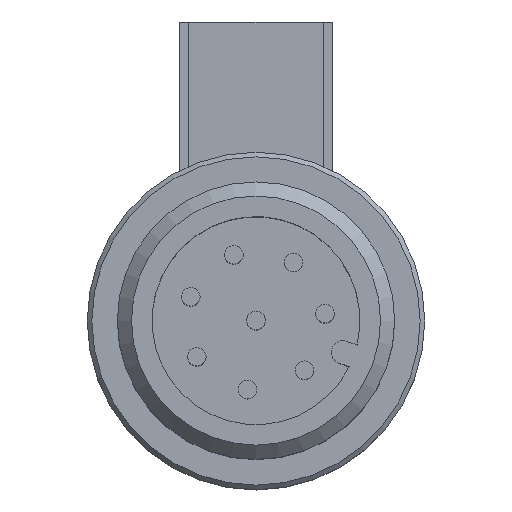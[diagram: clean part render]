
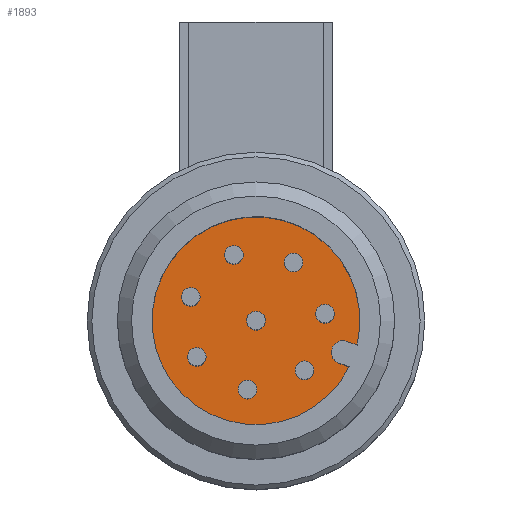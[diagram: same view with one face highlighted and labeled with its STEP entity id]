
A CAD part, top view. The second image highlights one B-rep face of the part: STEP entity #1893.
In plain terms, the highlighted planar face has unit normal (0, 0, 1).
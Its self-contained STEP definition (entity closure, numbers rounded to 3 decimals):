
#35=PLANE('',#2033);
#83=LINE('',#2658,#153);
#87=LINE('',#2668,#157);
#153=VECTOR('',#2244,1000.);
#157=VECTOR('',#2254,1000.);
#299=ORIENTED_EDGE('',*,*,#581,.F.);
#300=ORIENTED_EDGE('',*,*,#579,.F.);
#301=ORIENTED_EDGE('',*,*,#577,.F.);
#302=ORIENTED_EDGE('',*,*,#575,.F.);
#303=ORIENTED_EDGE('',*,*,#573,.F.);
#304=ORIENTED_EDGE('',*,*,#571,.F.);
#305=ORIENTED_EDGE('',*,*,#569,.F.);
#306=ORIENTED_EDGE('',*,*,#567,.F.);
#307=ORIENTED_EDGE('',*,*,#561,.T.);
#308=ORIENTED_EDGE('',*,*,#564,.T.);
#309=ORIENTED_EDGE('',*,*,#566,.T.);
#310=ORIENTED_EDGE('',*,*,#583,.F.);
#561=EDGE_CURVE('',#717,#716,#83,.T.);
#564=EDGE_CURVE('',#716,#718,#827,.T.);
#566=EDGE_CURVE('',#718,#719,#87,.T.);
#567=EDGE_CURVE('',#720,#720,#828,.T.);
#569=EDGE_CURVE('',#722,#722,#830,.T.);
#571=EDGE_CURVE('',#724,#724,#832,.T.);
#573=EDGE_CURVE('',#726,#726,#834,.T.);
#575=EDGE_CURVE('',#728,#728,#836,.T.);
#577=EDGE_CURVE('',#730,#730,#838,.T.);
#579=EDGE_CURVE('',#732,#732,#840,.T.);
#581=EDGE_CURVE('',#734,#734,#842,.T.);
#583=EDGE_CURVE('',#717,#719,#844,.T.);
#716=VERTEX_POINT('',#2657);
#717=VERTEX_POINT('',#2659);
#718=VERTEX_POINT('',#2663);
#719=VERTEX_POINT('',#2667);
#720=VERTEX_POINT('',#2671);
#722=VERTEX_POINT('',#2676);
#724=VERTEX_POINT('',#2681);
#726=VERTEX_POINT('',#2686);
#728=VERTEX_POINT('',#2691);
#730=VERTEX_POINT('',#2696);
#732=VERTEX_POINT('',#2701);
#734=VERTEX_POINT('',#2706);
#827=CIRCLE('',#2005,4.5);
#828=CIRCLE('',#2008,0.4);
#830=CIRCLE('',#2011,0.4);
#832=CIRCLE('',#2014,0.4);
#834=CIRCLE('',#2017,0.4);
#836=CIRCLE('',#2020,0.4);
#838=CIRCLE('',#2023,0.4);
#840=CIRCLE('',#2026,0.4);
#842=CIRCLE('',#2029,0.4);
#844=CIRCLE('',#2032,0.5);
#950=EDGE_LOOP('',(#299));
#951=EDGE_LOOP('',(#300));
#952=EDGE_LOOP('',(#301));
#953=EDGE_LOOP('',(#302));
#954=EDGE_LOOP('',(#303));
#955=EDGE_LOOP('',(#304));
#956=EDGE_LOOP('',(#305));
#957=EDGE_LOOP('',(#306));
#958=EDGE_LOOP('',(#307,#308,#309,#310));
#1096=FACE_BOUND('',#950,.T.);
#1097=FACE_BOUND('',#951,.T.);
#1098=FACE_BOUND('',#952,.T.);
#1099=FACE_BOUND('',#953,.T.);
#1100=FACE_BOUND('',#954,.T.);
#1101=FACE_BOUND('',#955,.T.);
#1102=FACE_BOUND('',#956,.T.);
#1103=FACE_BOUND('',#957,.T.);
#1104=FACE_BOUND('',#958,.T.);
#1893=ADVANCED_FACE('',(#1096,#1097,#1098,#1099,#1100,#1101,#1102,#1103,
#1104),#35,.T.);
#2005=AXIS2_PLACEMENT_3D('',#2664,#2249,#2250);
#2008=AXIS2_PLACEMENT_3D('',#2670,#2257,#2258);
#2011=AXIS2_PLACEMENT_3D('',#2675,#2263,#2264);
#2014=AXIS2_PLACEMENT_3D('',#2680,#2269,#2270);
#2017=AXIS2_PLACEMENT_3D('',#2685,#2275,#2276);
#2020=AXIS2_PLACEMENT_3D('',#2690,#2281,#2282);
#2023=AXIS2_PLACEMENT_3D('',#2695,#2287,#2288);
#2026=AXIS2_PLACEMENT_3D('',#2700,#2293,#2294);
#2029=AXIS2_PLACEMENT_3D('',#2705,#2299,#2300);
#2032=AXIS2_PLACEMENT_3D('',#2710,#2305,#2306);
#2033=AXIS2_PLACEMENT_3D('',#2711,#2307,#2308);
#2244=DIRECTION('',(0.94,-0.342,0.));
#2249=DIRECTION('',(0.,0.,1.));
#2250=DIRECTION('',(0.,-1.,0.));
#2254=DIRECTION('',(-0.94,0.342,0.));
#2257=DIRECTION('',(0.,0.,1.));
#2258=DIRECTION('',(0.,-1.,0.));
#2263=DIRECTION('',(0.,0.,1.));
#2264=DIRECTION('',(0.,-1.,0.));
#2269=DIRECTION('',(0.,0.,1.));
#2270=DIRECTION('',(0.,-1.,0.));
#2275=DIRECTION('',(0.,0.,1.));
#2276=DIRECTION('',(0.,-1.,0.));
#2281=DIRECTION('',(0.,0.,1.));
#2282=DIRECTION('',(0.,-1.,0.));
#2287=DIRECTION('',(0.,0.,1.));
#2288=DIRECTION('',(0.,-1.,0.));
#2293=DIRECTION('',(0.,0.,1.));
#2294=DIRECTION('',(0.,-1.,0.));
#2299=DIRECTION('',(0.,0.,1.));
#2300=DIRECTION('',(0.,-1.,0.));
#2305=DIRECTION('',(0.,0.,1.));
#2306=DIRECTION('',(0.,-1.,0.));
#2307=DIRECTION('',(0.,0.,1.));
#2308=DIRECTION('',(1.,0.,0.));
#2657=CARTESIAN_POINT('',(4.373,-1.06,1.));
#2658=CARTESIAN_POINT('',(3.93,-0.898,1.));
#2659=CARTESIAN_POINT('',(3.93,-0.898,1.));
#2663=CARTESIAN_POINT('',(4.031,-1.999,1.));
#2664=CARTESIAN_POINT('',(0.,0.,1.));
#2667=CARTESIAN_POINT('',(3.588,-1.838,1.));
#2668=CARTESIAN_POINT('',(4.031,-1.999,1.));
#2670=CARTESIAN_POINT('',(-0.373,-2.977,1.));
#2671=CARTESIAN_POINT('',(-0.373,-3.377,1.));
#2675=CARTESIAN_POINT('',(2.095,-2.148,1.));
#2676=CARTESIAN_POINT('',(2.095,-2.548,1.));
#2680=CARTESIAN_POINT('',(-2.56,-1.564,1.));
#2681=CARTESIAN_POINT('',(-2.56,-1.964,1.));
#2685=CARTESIAN_POINT('',(0.,0.,1.));
#2686=CARTESIAN_POINT('',(0.,-0.4,1.));
#2690=CARTESIAN_POINT('',(2.985,0.299,1.));
#2691=CARTESIAN_POINT('',(2.985,-0.101,1.));
#2695=CARTESIAN_POINT('',(-2.819,1.026,1.));
#2696=CARTESIAN_POINT('',(-2.819,0.626,1.));
#2700=CARTESIAN_POINT('',(1.628,2.52,1.));
#2701=CARTESIAN_POINT('',(1.628,2.12,1.));
#2705=CARTESIAN_POINT('',(-0.955,2.844,1.));
#2706=CARTESIAN_POINT('',(-0.955,2.444,1.));
#2710=CARTESIAN_POINT('',(3.759,-1.368,1.));
#2711=CARTESIAN_POINT('',(0.,0.,1.));
